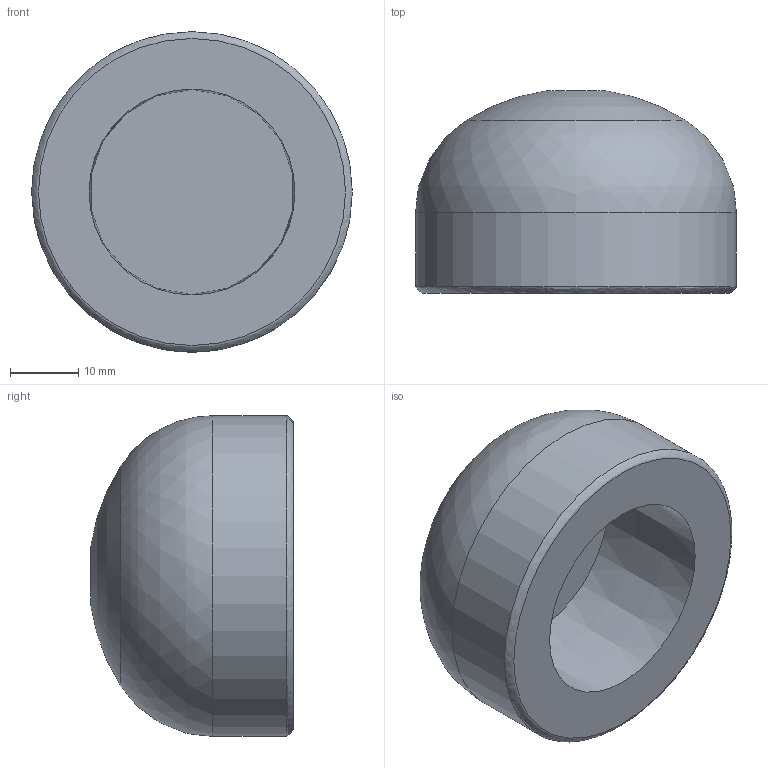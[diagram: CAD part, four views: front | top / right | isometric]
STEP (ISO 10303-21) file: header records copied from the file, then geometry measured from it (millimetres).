
FILE_DESCRIPTION(/* description */ (''),/* implementation_level */ '2;1');
FILE_NAME(/* name */ 'Vertical Actuator Ball End.step',/* time_stamp */ '2021-11-09T20:17:26+01:00',/* author */ (''),/* organization */ (''),/* preprocessor_version */ 'ST-DEVELOPER v18.1',/* originating_system */ 'Autodesk Translation Framework v10.10.0.1391',/* authorisation */ '');
FILE_SCHEMA (('AUTOMOTIVE_DESIGN { 1 0 10303 214 3 1 1 }'));
Length unit declared in the file: millimetre
Products named in the file (1): Ball
Bounding box: 47 x 29.7 x 47 mm (x, y, z)
Volume: 29055.8 mm3; surface area: 8089.9 mm2
Topology: 1 solids, 1 shells, 8 faces, 12 edges, 7 vertices
Faces by surface type: plane 3, bspline 2, cone 1, cylinder 1, sphere 1
Full cylindrical faces by diameter (mm): 47 x1
Entity records: 688 total; most frequent: CARTESIAN_POINT 511, DIRECTION 34, ORIENTED_EDGE 24, AXIS2_PLACEMENT_3D 16, EDGE_CURVE 12, EDGE_LOOP 9, CIRCLE 9, FACE_OUTER_BOUND 8
